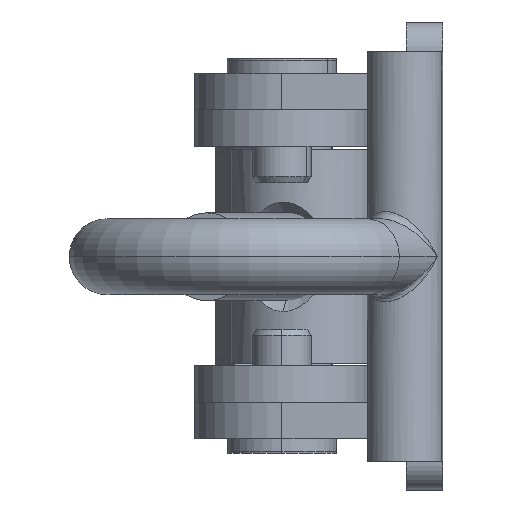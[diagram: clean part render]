
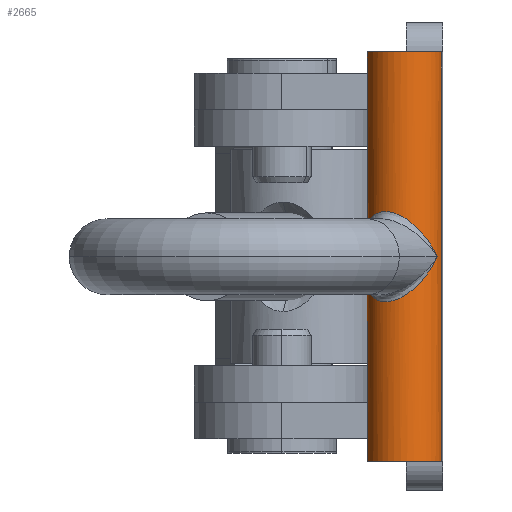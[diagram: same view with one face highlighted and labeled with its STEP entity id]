
A CAD part, left-side view. The second image highlights one B-rep face of the part: STEP entity #2665.
In plain terms, the highlighted cylindrical face has radius 2.59 mm (diameter 5.18 mm), a partial arc.
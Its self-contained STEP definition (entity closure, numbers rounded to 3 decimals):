
#230 = ORIENTED_EDGE ( 'NONE', *, *, #620, .F. ) ;
#285 = CARTESIAN_POINT ( 'NONE',  ( -17.557, 55.652, 0.8 ) ) ;
#334 = VERTEX_POINT ( 'NONE', #1550 ) ;
#347 = CARTESIAN_POINT ( 'NONE',  ( -17.557, 55.652, -0.8 ) ) ;
#364 = EDGE_CURVE ( 'NONE', #334, #1962, #642, .T. ) ;
#397 = CARTESIAN_POINT ( 'NONE',  ( -17.557, 55.652, 14. ) ) ;
#419 = EDGE_LOOP ( 'NONE', ( #4394, #3851, #1981, #2775, #832, #3321, #230 ) ) ;
#553 = CARTESIAN_POINT ( 'NONE',  ( -22.649, 56.323, 0. ) ) ;
#620 = EDGE_CURVE ( 'NONE', #3066, #1755, #2415, .T. ) ;
#642 = LINE ( 'NONE', #3095, #4211 ) ;
#664 = EDGE_CURVE ( 'NONE', #2143, #1755, #4365, .T. ) ;
#718 = EDGE_CURVE ( 'NONE', #334, #3066, #2117, .T. ) ;
#737 = AXIS2_PLACEMENT_3D ( 'NONE', #1387, #1640, #1905 ) ;
#778 =( BOUNDED_CURVE ( )  B_SPLINE_CURVE ( 3, ( #285, #1912, #1735, #553 ),
 .UNSPECIFIED., .F., .T. ) 
 B_SPLINE_CURVE_WITH_KNOTS ( ( 4, 4 ),
 ( 1.833, 4.712 ),
 .UNSPECIFIED. ) 
 CURVE ( )  GEOMETRIC_REPRESENTATION_ITEM ( )  RATIONAL_B_SPLINE_CURVE ( ( 1., 0.42, 0.42, 1. ) ) 
 REPRESENTATION_ITEM ( '' )  );
#832 = ORIENTED_EDGE ( 'NONE', *, *, #1218, .T. ) ;
#844 = DIRECTION ( 'NONE',  ( 0., 0., -1. ) ) ;
#868 = VERTEX_POINT ( 'NONE', #4456 ) ;
#956 = VECTOR ( 'NONE', #1253, 1000. ) ;
#989 = FACE_OUTER_BOUND ( 'NONE', #419, .T. ) ;
#1012 = VERTEX_POINT ( 'NONE', #2284 ) ;
#1218 = EDGE_CURVE ( 'NONE', #868, #2143, #3708, .T. ) ;
#1253 = DIRECTION ( 'NONE',  ( 0., 0., -1. ) ) ;
#1273 = DIRECTION ( 'NONE',  ( -1., 0., 0. ) ) ;
#1280 = DIRECTION ( 'NONE',  ( 0., 0., 1. ) ) ;
#1340 = CARTESIAN_POINT ( 'NONE',  ( -22.737, 55.652, 14. ) ) ;
#1383 = CARTESIAN_POINT ( 'NONE',  ( -22.649, 56.323, 0. ) ) ;
#1387 = CARTESIAN_POINT ( 'NONE',  ( -20.147, 55.652, -14. ) ) ;
#1439 = DIRECTION ( 'NONE',  ( 1., 0., 0. ) ) ;
#1516 = EDGE_CURVE ( 'NONE', #1962, #1012, #778, .T. ) ;
#1521 = VECTOR ( 'NONE', #844, 1000. ) ;
#1550 = CARTESIAN_POINT ( 'NONE',  ( -17.557, 55.652, 14. ) ) ;
#1554 = CARTESIAN_POINT ( 'NONE',  ( -20.147, 55.652, 14. ) ) ;
#1640 = DIRECTION ( 'NONE',  ( 0., 0., 1. ) ) ;
#1735 = CARTESIAN_POINT ( 'NONE',  ( -21.595, 60.257, 4.859 ) ) ;
#1755 = VERTEX_POINT ( 'NONE', #2359 ) ;
#1808 = CARTESIAN_POINT ( 'NONE',  ( -20.147, 55.652, 14. ) ) ;
#1879 = CARTESIAN_POINT ( 'NONE',  ( -22.737, 55.652, 14. ) ) ;
#1905 = DIRECTION ( 'NONE',  ( 1., 0., 0. ) ) ;
#1912 = CARTESIAN_POINT ( 'NONE',  ( -17.557, 59.725, 5.493 ) ) ;
#1918 = AXIS2_PLACEMENT_3D ( 'NONE', #1554, #1280, #1439 ) ;
#1962 = VERTEX_POINT ( 'NONE', #3068 ) ;
#1981 = ORIENTED_EDGE ( 'NONE', *, *, #1516, .T. ) ;
#2117 = CIRCLE ( 'NONE', #1918, 2.59 ) ;
#2143 = VERTEX_POINT ( 'NONE', #3957 ) ;
#2273 = AXIS2_PLACEMENT_3D ( 'NONE', #1808, #4054, #1273 ) ;
#2284 = CARTESIAN_POINT ( 'NONE',  ( -22.649, 56.323, 0. ) ) ;
#2320 =( BOUNDED_CURVE ( )  B_SPLINE_CURVE ( 3, ( #1383, #4133, #2403, #347 ),
 .UNSPECIFIED., .F., .F. ) 
 B_SPLINE_CURVE_WITH_KNOTS ( ( 4, 4 ),
 ( 1.571, 4.451 ),
 .UNSPECIFIED. ) 
 CURVE ( )  GEOMETRIC_REPRESENTATION_ITEM ( )  RATIONAL_B_SPLINE_CURVE ( ( 1., 0.42, 0.42, 1. ) ) 
 REPRESENTATION_ITEM ( '' )  );
#2359 = CARTESIAN_POINT ( 'NONE',  ( -22.737, 55.652, -14. ) ) ;
#2403 = CARTESIAN_POINT ( 'NONE',  ( -17.557, 59.725, -5.493 ) ) ;
#2415 = LINE ( 'NONE', #1879, #1521 ) ;
#2665 = ADVANCED_FACE ( 'NONE', ( #989 ), #2791, .T. ) ;
#2775 = ORIENTED_EDGE ( 'NONE', *, *, #4361, .T. ) ;
#2791 = CYLINDRICAL_SURFACE ( 'NONE', #2273, 2.59 ) ;
#3066 = VERTEX_POINT ( 'NONE', #1340 ) ;
#3068 = CARTESIAN_POINT ( 'NONE',  ( -17.557, 55.652, 0.8 ) ) ;
#3095 = CARTESIAN_POINT ( 'NONE',  ( -17.557, 55.652, 14. ) ) ;
#3141 = DIRECTION ( 'NONE',  ( 0., 0., -1. ) ) ;
#3321 = ORIENTED_EDGE ( 'NONE', *, *, #664, .T. ) ;
#3708 = LINE ( 'NONE', #397, #956 ) ;
#3851 = ORIENTED_EDGE ( 'NONE', *, *, #364, .T. ) ;
#3957 = CARTESIAN_POINT ( 'NONE',  ( -17.557, 55.652, -14. ) ) ;
#4054 = DIRECTION ( 'NONE',  ( 0., 0., -1. ) ) ;
#4133 = CARTESIAN_POINT ( 'NONE',  ( -21.595, 60.257, -4.859 ) ) ;
#4211 = VECTOR ( 'NONE', #3141, 1000. ) ;
#4361 = EDGE_CURVE ( 'NONE', #1012, #868, #2320, .T. ) ;
#4365 = CIRCLE ( 'NONE', #737, 2.59 ) ;
#4394 = ORIENTED_EDGE ( 'NONE', *, *, #718, .F. ) ;
#4456 = CARTESIAN_POINT ( 'NONE',  ( -17.557, 55.652, -0.8 ) ) ;
